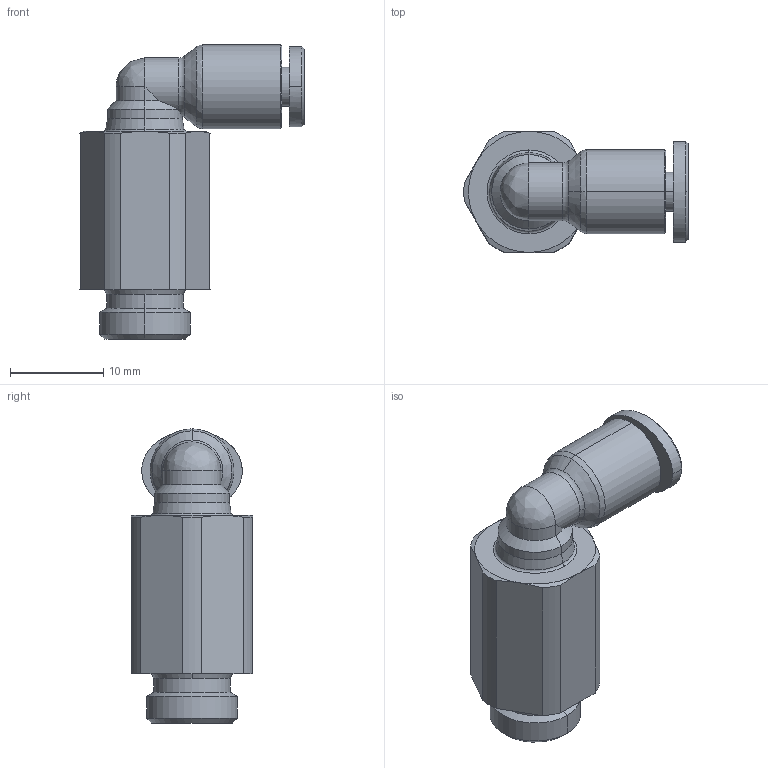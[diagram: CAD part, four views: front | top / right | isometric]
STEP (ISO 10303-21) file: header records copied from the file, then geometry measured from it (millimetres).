
FILE_DESCRIPTION (( 'STEP AP214' ), '1' );
FILE_NAME ('PLL04-G01.stp', '2015-09-11T14:54:27', ( '' ), ( '' ), 'SwSTEP 2.0', 'SolidWorks 2015', '' );
FILE_SCHEMA (( 'AUTOMOTIVE_DESIGN' ));
Length unit declared in the file: millimetre
Products named in the file (1): PLL04-G01
Bounding box: 24.09 x 13 x 31.6 mm (x, y, z)
Surface area: 2339.3 mm2 (no closed solid volume)
Topology: 0 solids, 2 shells, 361 faces, 1209 edges, 801 vertices
Faces by surface type: plane 268, bspline 32, cylinder 30, cone 27, torus 4
Entity records: 17631 total; most frequent: CARTESIAN_POINT 3555, ORIENTED_EDGE 2130, DIRECTION 1883, EDGE_CURVE 1208, LINE 1007, VECTOR 1007, VERTEX_POINT 801, AXIS2_PLACEMENT_3D 438
